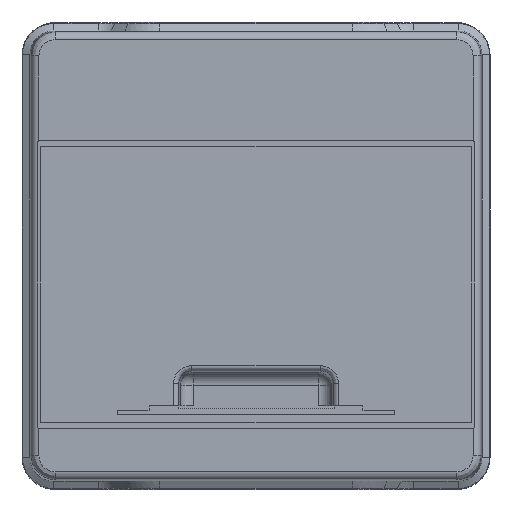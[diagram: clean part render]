
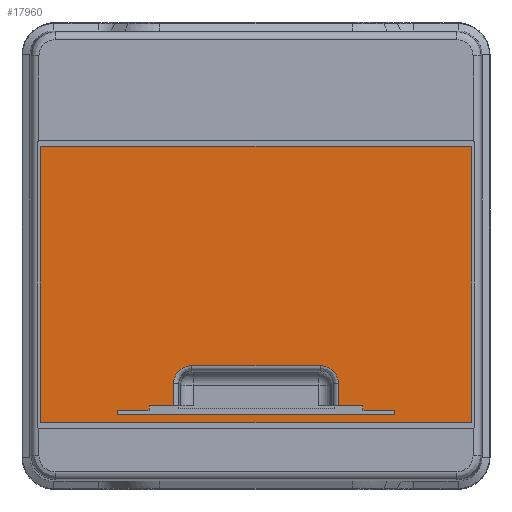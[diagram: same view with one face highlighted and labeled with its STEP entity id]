
A CAD part, top view. The second image highlights one B-rep face of the part: STEP entity #17960.
In plain terms, the highlighted planar face has unit normal (0, 0, 1).
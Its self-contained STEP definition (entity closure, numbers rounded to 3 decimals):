
#13278=CARTESIAN_POINT('',(82.,41.2,60.5));
#13279=DIRECTION('',(0.,0.,-1.));
#13280=DIRECTION('',(0.,1.,0.));
#13281=AXIS2_PLACEMENT_3D('',#13278,#13279,#13280);
#13283=DIRECTION('',(0.,1.,0.));
#13284=VECTOR('',#13283,104.5);
#13285=CARTESIAN_POINT('',(83.,-63.3,60.5));
#13286=LINE('',#13285,#13284);
#13287=CARTESIAN_POINT('',(82.,-63.3,60.5));
#13288=DIRECTION('',(0.,0.,-1.));
#13289=DIRECTION('',(1.,0.,0.));
#13290=AXIS2_PLACEMENT_3D('',#13287,#13288,#13289);
#13292=CARTESIAN_POINT('',(-82.,-63.3,60.5));
#13293=DIRECTION('',(0.,0.,1.));
#13294=DIRECTION('',(-1.,0.,0.));
#13295=AXIS2_PLACEMENT_3D('',#13292,#13293,#13294);
#13297=DIRECTION('',(0.,1.,0.));
#13298=VECTOR('',#13297,104.5);
#13299=CARTESIAN_POINT('',(-83.,-63.3,60.5));
#13300=LINE('',#13299,#13298);
#13301=CARTESIAN_POINT('',(-82.,41.2,60.5));
#13302=DIRECTION('',(0.,0.,1.));
#13303=DIRECTION('',(0.,1.,0.));
#13304=AXIS2_PLACEMENT_3D('',#13301,#13302,#13303);
#13344=DIRECTION('',(0.,-1.,0.));
#13345=VECTOR('',#13344,1.631);
#13346=CARTESIAN_POINT('',(53.316,-59.369,60.5));
#13347=LINE('',#13346,#13345);
#13348=DIRECTION('',(1.,0.,0.));
#13349=VECTOR('',#13348,12.168);
#13350=CARTESIAN_POINT('',(41.148,-59.369,60.5));
#13351=LINE('',#13350,#13349);
#13352=DIRECTION('',(0.,-1.,0.));
#13353=VECTOR('',#13352,1.631);
#13354=CARTESIAN_POINT('',(41.148,-57.738,60.5));
#13355=LINE('',#13354,#13353);
#13356=DIRECTION('',(1.,0.,0.));
#13357=VECTOR('',#13356,9.469);
#13358=CARTESIAN_POINT('',(31.678,-57.738,60.5));
#13359=LINE('',#13358,#13357);
#13360=DIRECTION('',(0.,1.,0.));
#13361=VECTOR('',#13360,8.523);
#13362=CARTESIAN_POINT('',(31.678,-57.738,60.5));
#13363=LINE('',#13362,#13361);
#13364=CARTESIAN_POINT('',(31.678,-49.215,60.5));
#13365=CARTESIAN_POINT('',(31.678,-48.872,
60.5));
#13366=CARTESIAN_POINT('',(31.628,-48.203,
60.5));
#13367=CARTESIAN_POINT('',(31.427,-47.267,
60.5));
#13368=CARTESIAN_POINT('',(31.09,-46.347,
60.5));
#13369=CARTESIAN_POINT('',(30.634,-45.497,
60.5));
#13370=CARTESIAN_POINT('',(30.067,-44.726,
60.5));
#13371=CARTESIAN_POINT('',(29.402,-44.043,
60.5));
#13372=CARTESIAN_POINT('',(28.634,-43.451,
60.5));
#13373=CARTESIAN_POINT('',(27.797,-42.976,
60.5));
#13374=CARTESIAN_POINT('',(26.866,-42.61,
60.5));
#13375=CARTESIAN_POINT('',(25.844,-42.375,
60.5));
#13376=CARTESIAN_POINT('',(25.143,-42.322,
60.5));
#13377=CARTESIAN_POINT('',(24.785,-42.322,60.5));
#13379=CARTESIAN_POINT('',(-31.678,-49.215,60.5));
#13380=CARTESIAN_POINT('',(-31.678,-48.872,
60.5));
#13381=CARTESIAN_POINT('',(-31.628,-48.203,
60.5));
#13382=CARTESIAN_POINT('',(-31.427,-47.267,
60.5));
#13383=CARTESIAN_POINT('',(-31.09,-46.347,
60.5));
#13384=CARTESIAN_POINT('',(-30.634,-45.497,
60.5));
#13385=CARTESIAN_POINT('',(-30.067,-44.726,
60.5));
#13386=CARTESIAN_POINT('',(-29.402,-44.043,
60.5));
#13387=CARTESIAN_POINT('',(-28.634,-43.451,
60.5));
#13388=CARTESIAN_POINT('',(-27.797,-42.976,
60.5));
#13389=CARTESIAN_POINT('',(-26.866,-42.61,
60.5));
#13390=CARTESIAN_POINT('',(-25.844,-42.375,
60.5));
#13391=CARTESIAN_POINT('',(-25.143,-42.322,
60.5));
#13392=CARTESIAN_POINT('',(-24.785,-42.322,60.5));
#13394=DIRECTION('',(0.,1.,0.));
#13395=VECTOR('',#13394,8.523);
#13396=CARTESIAN_POINT('',(-31.678,-57.738,60.5));
#13397=LINE('',#13396,#13395);
#13398=DIRECTION('',(-1.,0.,0.));
#13399=VECTOR('',#13398,9.469);
#13400=CARTESIAN_POINT('',(-31.678,-57.738,60.5));
#13401=LINE('',#13400,#13399);
#13402=DIRECTION('',(0.,-1.,0.));
#13403=VECTOR('',#13402,1.631);
#13404=CARTESIAN_POINT('',(-41.148,-57.738,60.5));
#13405=LINE('',#13404,#13403);
#13406=DIRECTION('',(-1.,0.,0.));
#13407=VECTOR('',#13406,12.168);
#13408=CARTESIAN_POINT('',(-41.148,-59.369,60.5));
#13409=LINE('',#13408,#13407);
#13410=DIRECTION('',(0.,-1.,0.));
#13411=VECTOR('',#13410,1.631);
#13412=CARTESIAN_POINT('',(-53.316,-59.369,60.5));
#13413=LINE('',#13412,#13411);
#13460=DIRECTION('',(-1.,0.,0.));
#13461=VECTOR('',#13460,164.);
#13462=CARTESIAN_POINT('',(82.,42.2,60.5));
#13463=LINE('',#13462,#13461);
#13486=DIRECTION('',(1.,0.,0.));
#13487=VECTOR('',#13486,164.);
#13488=CARTESIAN_POINT('',(-82.,-64.3,60.5));
#13489=LINE('',#13488,#13487);
#16713=DIRECTION('',(-1.,0.,0.));
#16714=VECTOR('',#16713,106.632);
#16715=CARTESIAN_POINT('',(53.316,-61.,60.5));
#16716=LINE('',#16715,#16714);
#16805=DIRECTION('',(1.,0.,0.));
#16806=VECTOR('',#16805,49.569);
#16807=CARTESIAN_POINT('',(-24.785,-42.322,60.5));
#16808=LINE('',#16807,#16806);
#17291=CARTESIAN_POINT('',(-41.148,-57.738,60.5));
#17292=CARTESIAN_POINT('',(-41.148,-59.369,60.5));
#17293=VERTEX_POINT('',#17291);
#17294=VERTEX_POINT('',#17292);
#17295=CARTESIAN_POINT('',(-53.316,-59.369,60.5));
#17296=VERTEX_POINT('',#17295);
#17297=CARTESIAN_POINT('',(-53.316,-61.,60.5));
#17298=VERTEX_POINT('',#17297);
#17313=VERTEX_POINT('',#13379);
#17314=VERTEX_POINT('',#13392);
#17318=CARTESIAN_POINT('',(-31.678,-57.738,60.5));
#17320=VERTEX_POINT('',#17318);
#17617=CARTESIAN_POINT('',(41.148,-57.738,60.5));
#17618=CARTESIAN_POINT('',(41.148,-59.369,60.5));
#17619=VERTEX_POINT('',#17617);
#17620=VERTEX_POINT('',#17618);
#17621=CARTESIAN_POINT('',(53.316,-59.369,60.5));
#17622=VERTEX_POINT('',#17621);
#17623=CARTESIAN_POINT('',(53.316,-61.,60.5));
#17624=VERTEX_POINT('',#17623);
#17639=VERTEX_POINT('',#13364);
#17640=VERTEX_POINT('',#13377);
#17644=CARTESIAN_POINT('',(31.678,-57.738,60.5));
#17646=VERTEX_POINT('',#17644);
#17666=CARTESIAN_POINT('',(-83.,-63.3,60.5));
#17667=CARTESIAN_POINT('',(-82.,-64.3,60.5));
#17668=VERTEX_POINT('',#17666);
#17669=VERTEX_POINT('',#17667);
#17674=CARTESIAN_POINT('',(-82.,42.2,60.5));
#17675=CARTESIAN_POINT('',(-83.,41.2,60.5));
#17676=VERTEX_POINT('',#17674);
#17677=VERTEX_POINT('',#17675);
#17701=CARTESIAN_POINT('',(83.,-63.3,60.5));
#17702=CARTESIAN_POINT('',(82.,-64.3,60.5));
#17703=VERTEX_POINT('',#17701);
#17704=VERTEX_POINT('',#17702);
#17709=CARTESIAN_POINT('',(82.,42.2,60.5));
#17710=CARTESIAN_POINT('',(83.,41.2,60.5));
#17711=VERTEX_POINT('',#17709);
#17712=VERTEX_POINT('',#17710);
#17907=CARTESIAN_POINT('',(-86.461,-86.6,60.5));
#17908=DIRECTION('',(0.,0.,1.));
#17909=DIRECTION('',(1.,0.,0.));
#17910=AXIS2_PLACEMENT_3D('',#17907,#17908,#17909);
#17911=PLANE('',#17910);
#17913=ORIENTED_EDGE('',*,*,#17912,.F.);
#17915=ORIENTED_EDGE('',*,*,#17914,.T.);
#17917=ORIENTED_EDGE('',*,*,#17916,.F.);
#17919=ORIENTED_EDGE('',*,*,#17918,.T.);
#17921=ORIENTED_EDGE('',*,*,#17920,.F.);
#17923=ORIENTED_EDGE('',*,*,#17922,.F.);
#17925=ORIENTED_EDGE('',*,*,#17924,.T.);
#17927=ORIENTED_EDGE('',*,*,#17926,.F.);
#17928=EDGE_LOOP('',(#17913,#17915,#17917,#17919,#17921,#17923,#17925,#17927));
#17929=FACE_OUTER_BOUND('',#17928,.F.);
#17931=ORIENTED_EDGE('',*,*,#17930,.F.);
#17933=ORIENTED_EDGE('',*,*,#17932,.F.);
#17935=ORIENTED_EDGE('',*,*,#17934,.F.);
#17937=ORIENTED_EDGE('',*,*,#17936,.F.);
#17939=ORIENTED_EDGE('',*,*,#17938,.F.);
#17941=ORIENTED_EDGE('',*,*,#17940,.T.);
#17943=ORIENTED_EDGE('',*,*,#17942,.T.);
#17945=ORIENTED_EDGE('',*,*,#17944,.F.);
#17947=ORIENTED_EDGE('',*,*,#17946,.F.);
#17949=ORIENTED_EDGE('',*,*,#17948,.F.);
#17951=ORIENTED_EDGE('',*,*,#17950,.T.);
#17953=ORIENTED_EDGE('',*,*,#17952,.T.);
#17955=ORIENTED_EDGE('',*,*,#17954,.T.);
#17957=ORIENTED_EDGE('',*,*,#17956,.T.);
#17958=EDGE_LOOP('',(#17931,#17933,#17935,#17937,#17939,#17941,#17943,#17945,
#17947,#17949,#17951,#17953,#17955,#17957));
#17959=FACE_BOUND('',#17958,.F.);
#17960=ADVANCED_FACE('',(#17929,#17959),#17911,.T.);
#13282=CIRCLE('',#13281,1.);
#13291=CIRCLE('',#13290,1.);
#13296=CIRCLE('',#13295,1.);
#13305=CIRCLE('',#13304,1.);
#13378=B_SPLINE_CURVE_WITH_KNOTS('',3,(#13364,#13365,#13366,#13367,#13368,
#13369,#13370,#13371,#13372,#13373,#13374,#13375,#13376,#13377),.UNSPECIFIED.,
.F.,.F.,(4,1,1,1,1,1,1,1,1,1,1,4),(0.,0.091,0.182,
0.273,0.364,0.455,0.545,
0.636,0.727,0.818,0.909,1.),
.UNSPECIFIED.);
#13393=B_SPLINE_CURVE_WITH_KNOTS('',3,(#13379,#13380,#13381,#13382,#13383,
#13384,#13385,#13386,#13387,#13388,#13389,#13390,#13391,#13392),.UNSPECIFIED.,
.F.,.F.,(4,1,1,1,1,1,1,1,1,1,1,4),(0.,0.091,0.182,
0.273,0.364,0.455,0.545,
0.636,0.727,0.818,0.909,1.),
.UNSPECIFIED.);
#17912=EDGE_CURVE('',#17711,#17676,#13463,.T.);
#17914=EDGE_CURVE('',#17711,#17712,#13282,.T.);
#17916=EDGE_CURVE('',#17703,#17712,#13286,.T.);
#17918=EDGE_CURVE('',#17703,#17704,#13291,.T.);
#17920=EDGE_CURVE('',#17669,#17704,#13489,.T.);
#17922=EDGE_CURVE('',#17668,#17669,#13296,.T.);
#17924=EDGE_CURVE('',#17668,#17677,#13300,.T.);
#17926=EDGE_CURVE('',#17676,#17677,#13305,.T.);
#17930=EDGE_CURVE('',#17624,#17298,#16716,.T.);
#17932=EDGE_CURVE('',#17622,#17624,#13347,.T.);
#17934=EDGE_CURVE('',#17620,#17622,#13351,.T.);
#17936=EDGE_CURVE('',#17619,#17620,#13355,.T.);
#17938=EDGE_CURVE('',#17646,#17619,#13359,.T.);
#17940=EDGE_CURVE('',#17646,#17639,#13363,.T.);
#17942=EDGE_CURVE('',#17639,#17640,#13378,.T.);
#17944=EDGE_CURVE('',#17314,#17640,#16808,.T.);
#17946=EDGE_CURVE('',#17313,#17314,#13393,.T.);
#17948=EDGE_CURVE('',#17320,#17313,#13397,.T.);
#17950=EDGE_CURVE('',#17320,#17293,#13401,.T.);
#17952=EDGE_CURVE('',#17293,#17294,#13405,.T.);
#17954=EDGE_CURVE('',#17294,#17296,#13409,.T.);
#17956=EDGE_CURVE('',#17296,#17298,#13413,.T.);
